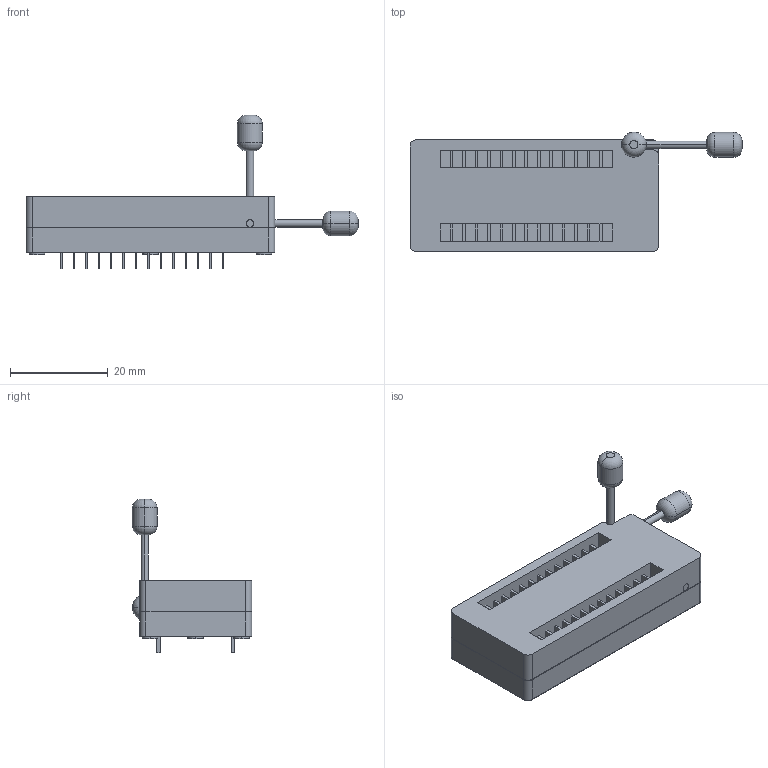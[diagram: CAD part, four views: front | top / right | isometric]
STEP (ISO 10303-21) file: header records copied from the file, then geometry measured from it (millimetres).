
FILE_DESCRIPTION (( 'STEP AP214' ), '1' );
FILE_NAME ('ZIF_DIP28.STEP', '2021-05-31T13:00:11', ( '' ), ( '' ), 'SwSTEP 2.0', 'SolidWorks 2018', '' );
FILE_SCHEMA (( 'AUTOMOTIVE_DESIGN' ));
Length unit declared in the file: millimetre
Products named in the file (1): ZIF_DIP28
Bounding box: 67.8 x 24.39 x 31.32 mm (x, y, z)
Volume: 12157.6 mm3; surface area: 6287.3 mm2
Topology: 1 solids, 1 shells, 336 faces, 861 edges, 565 vertices
Faces by surface type: plane 278, cylinder 38, torus 20
Entity records: 13690 total; most frequent: CARTESIAN_POINT 1821, ORIENTED_EDGE 1722, DIRECTION 1637, EDGE_CURVE 861, LINE 743, VECTOR 743, VERTEX_POINT 565, AXIS2_PLACEMENT_3D 447
